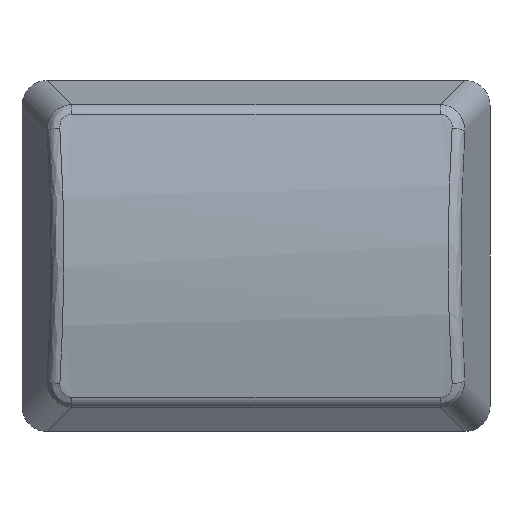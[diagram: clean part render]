
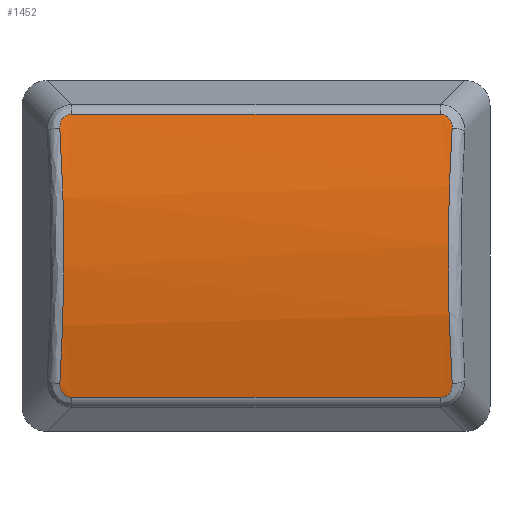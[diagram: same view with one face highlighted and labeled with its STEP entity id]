
A CAD part, top view. The second image highlights one B-rep face of the part: STEP entity #1452.
In plain terms, the highlighted free-form (B-spline) face has degree [3, 1] with [4, 2] control points.
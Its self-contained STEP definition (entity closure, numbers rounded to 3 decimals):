
#1293=CARTESIAN_POINT('',(-29.473,-148.655,1.723));
#1294=CARTESIAN_POINT('',(-11.027,-148.655,1.723));
#1295=CARTESIAN_POINT('',(-29.473,-144.218,2.759));
#1296=CARTESIAN_POINT('',(-11.027,-144.218,2.759));
#1297=CARTESIAN_POINT('',(-29.473,-139.782,2.759));
#1298=CARTESIAN_POINT('',(-11.027,-139.782,2.759));
#1299=CARTESIAN_POINT('',(-29.473,-135.345,1.723));
#1300=CARTESIAN_POINT('',(-11.027,-135.345,1.723));
#1301=B_SPLINE_SURFACE_WITH_KNOTS('',3,1,((#1293,#1294),(#1295,#1296),(#1297,#1298),(#1299,#1300)),.UNSPECIFIED.,.F.,.F.,.U.,(4,4),(2,2),(0.059,0.941),(0.244,0.756),.UNSPECIFIED.);
#1302=CARTESIAN_POINT('',(-28.915,-135.345,1.723));
#1303=VERTEX_POINT('',#1302);
#1304=CARTESIAN_POINT('',(-29.47,-135.999,1.868));
#1305=VERTEX_POINT('',#1304);
#1306=CARTESIAN_POINT('',(-28.915,-135.345,1.723));
#1307=CARTESIAN_POINT('',(-28.996,-135.345,1.723));
#1308=CARTESIAN_POINT('',(-29.077,-135.362,1.727));
#1309=CARTESIAN_POINT('',(-29.15,-135.397,1.735));
#1310=CARTESIAN_POINT('',(-29.187,-135.414,1.739));
#1311=CARTESIAN_POINT('',(-29.222,-135.436,1.744));
#1312=CARTESIAN_POINT('',(-29.253,-135.461,1.75));
#1313=CARTESIAN_POINT('',(-29.284,-135.486,1.756));
#1314=CARTESIAN_POINT('',(-29.313,-135.514,1.762));
#1315=CARTESIAN_POINT('',(-29.338,-135.546,1.769));
#1316=CARTESIAN_POINT('',(-29.439,-135.673,1.798));
#1317=CARTESIAN_POINT('',(-29.481,-135.837,1.834));
#1318=CARTESIAN_POINT('',(-29.47,-135.999,1.868));
#1319=B_SPLINE_CURVE_WITH_KNOTS('',3,(#1306,#1307,#1308,#1309,#1310,#1311,#1312,#1313,#1314,#1315,#1316,#1317,#1318),.UNSPECIFIED.,.F.,.F.,(4,3,3,3,4),(-0.,0.,0.,0.,0.001),.UNSPECIFIED.);
#1320=EDGE_CURVE('',#1303,#1305,#1319,.T.);
#1321=ORIENTED_EDGE('',*,*,#1320,.T.);
#1322=CARTESIAN_POINT('',(-29.47,-148.001,1.868));
#1323=VERTEX_POINT('',#1322);
#1324=CARTESIAN_POINT('',(-29.47,-135.999,1.868));
#1325=CARTESIAN_POINT('',(-29.41,-136.985,2.076));
#1326=CARTESIAN_POINT('',(-29.363,-137.978,2.234));
#1327=CARTESIAN_POINT('',(-29.332,-138.98,2.34));
#1328=CARTESIAN_POINT('',(-29.316,-139.481,2.393));
#1329=CARTESIAN_POINT('',(-29.305,-139.985,2.433));
#1330=CARTESIAN_POINT('',(-29.297,-140.489,2.46));
#1331=CARTESIAN_POINT('',(-29.289,-140.992,2.487));
#1332=CARTESIAN_POINT('',(-29.285,-141.496,2.5));
#1333=CARTESIAN_POINT('',(-29.285,-142.,2.5));
#1334=CARTESIAN_POINT('',(-29.285,-142.504,2.5));
#1335=CARTESIAN_POINT('',(-29.289,-143.008,2.487));
#1336=CARTESIAN_POINT('',(-29.297,-143.512,2.46));
#1337=CARTESIAN_POINT('',(-29.305,-144.015,2.433));
#1338=CARTESIAN_POINT('',(-29.316,-144.519,2.393));
#1339=CARTESIAN_POINT('',(-29.332,-145.02,2.34));
#1340=CARTESIAN_POINT('',(-29.363,-146.022,2.234));
#1341=CARTESIAN_POINT('',(-29.41,-147.015,2.076));
#1342=CARTESIAN_POINT('',(-29.47,-148.001,1.868));
#1343=B_SPLINE_CURVE_WITH_KNOTS('',3,(#1324,#1325,#1326,#1327,#1328,#1329,#1330,#1331,#1332,#1333,#1334,#1335,#1336,#1337,#1338,#1339,#1340,#1341,#1342),.UNSPECIFIED.,.F.,.F.,(4,3,3,3,3,3,4),(0.,0.003,0.004,0.006,0.007,0.009,0.012),.UNSPECIFIED.);
#1344=EDGE_CURVE('',#1305,#1323,#1343,.T.);
#1345=ORIENTED_EDGE('',*,*,#1344,.T.);
#1346=CARTESIAN_POINT('',(-28.915,-148.655,1.723));
#1347=VERTEX_POINT('',#1346);
#1348=CARTESIAN_POINT('',(-29.47,-148.001,1.868));
#1349=CARTESIAN_POINT('',(-29.475,-148.082,1.851));
#1350=CARTESIAN_POINT('',(-29.468,-148.162,1.834));
#1351=CARTESIAN_POINT('',(-29.446,-148.24,1.817));
#1352=CARTESIAN_POINT('',(-29.435,-148.28,1.808));
#1353=CARTESIAN_POINT('',(-29.421,-148.317,1.8));
#1354=CARTESIAN_POINT('',(-29.402,-148.353,1.792));
#1355=CARTESIAN_POINT('',(-29.384,-148.389,1.784));
#1356=CARTESIAN_POINT('',(-29.362,-148.424,1.776));
#1357=CARTESIAN_POINT('',(-29.337,-148.455,1.769));
#1358=CARTESIAN_POINT('',(-29.287,-148.518,1.755));
#1359=CARTESIAN_POINT('',(-29.222,-148.569,1.743));
#1360=CARTESIAN_POINT('',(-29.149,-148.604,1.735));
#1361=CARTESIAN_POINT('',(-29.113,-148.621,1.731));
#1362=CARTESIAN_POINT('',(-29.074,-148.634,1.728));
#1363=CARTESIAN_POINT('',(-29.035,-148.643,1.726));
#1364=CARTESIAN_POINT('',(-28.995,-148.651,1.724));
#1365=CARTESIAN_POINT('',(-28.955,-148.655,1.723));
#1366=CARTESIAN_POINT('',(-28.915,-148.655,1.723));
#1367=B_SPLINE_CURVE_WITH_KNOTS('',3,(#1348,#1349,#1350,#1351,#1352,#1353,#1354,#1355,#1356,#1357,#1358,#1359,#1360,#1361,#1362,#1363,#1364,#1365,#1366),.UNSPECIFIED.,.F.,.F.,(4,3,3,3,3,3,4),(0.,0.,0.,0.,0.001,0.001,0.001),.UNSPECIFIED.);
#1368=EDGE_CURVE('',#1323,#1347,#1367,.T.);
#1369=ORIENTED_EDGE('',*,*,#1368,.T.);
#1370=CARTESIAN_POINT('',(-11.585,-148.655,1.723));
#1371=VERTEX_POINT('',#1370);
#1372=CARTESIAN_POINT('',(-28.915,-148.655,1.723));
#1373=DIRECTION('',(1.,0.,-0.));
#1374=VECTOR('',#1373,17.329);
#1375=LINE('',#1372,#1374);
#1376=EDGE_CURVE('',#1347,#1371,#1375,.T.);
#1377=ORIENTED_EDGE('',*,*,#1376,.T.);
#1378=CARTESIAN_POINT('',(-11.03,-148.001,1.868));
#1379=VERTEX_POINT('',#1378);
#1380=CARTESIAN_POINT('',(-11.585,-148.655,1.723));
#1381=CARTESIAN_POINT('',(-11.504,-148.655,1.723));
#1382=CARTESIAN_POINT('',(-11.423,-148.638,1.727));
#1383=CARTESIAN_POINT('',(-11.35,-148.603,1.735));
#1384=CARTESIAN_POINT('',(-11.313,-148.586,1.739));
#1385=CARTESIAN_POINT('',(-11.278,-148.564,1.744));
#1386=CARTESIAN_POINT('',(-11.247,-148.539,1.75));
#1387=CARTESIAN_POINT('',(-11.216,-148.514,1.756));
#1388=CARTESIAN_POINT('',(-11.187,-148.486,1.762));
#1389=CARTESIAN_POINT('',(-11.162,-148.454,1.769));
#1390=CARTESIAN_POINT('',(-11.061,-148.327,1.798));
#1391=CARTESIAN_POINT('',(-11.019,-148.163,1.834));
#1392=CARTESIAN_POINT('',(-11.03,-148.001,1.868));
#1393=B_SPLINE_CURVE_WITH_KNOTS('',3,(#1380,#1381,#1382,#1383,#1384,#1385,#1386,#1387,#1388,#1389,#1390,#1391,#1392),.UNSPECIFIED.,.F.,.F.,(4,3,3,3,4),(-0.,0.,0.,0.,0.001),.UNSPECIFIED.);
#1394=EDGE_CURVE('',#1371,#1379,#1393,.T.);
#1395=ORIENTED_EDGE('',*,*,#1394,.T.);
#1396=CARTESIAN_POINT('',(-11.03,-135.999,1.868));
#1397=VERTEX_POINT('',#1396);
#1398=CARTESIAN_POINT('',(-11.03,-148.001,1.868));
#1399=CARTESIAN_POINT('',(-11.09,-147.015,2.076));
#1400=CARTESIAN_POINT('',(-11.137,-146.022,2.234));
#1401=CARTESIAN_POINT('',(-11.168,-145.02,2.34));
#1402=CARTESIAN_POINT('',(-11.184,-144.519,2.393));
#1403=CARTESIAN_POINT('',(-11.195,-144.015,2.433));
#1404=CARTESIAN_POINT('',(-11.203,-143.511,2.46));
#1405=CARTESIAN_POINT('',(-11.211,-143.008,2.487));
#1406=CARTESIAN_POINT('',(-11.215,-142.504,2.5));
#1407=CARTESIAN_POINT('',(-11.215,-142.,2.5));
#1408=CARTESIAN_POINT('',(-11.215,-141.496,2.5));
#1409=CARTESIAN_POINT('',(-11.211,-140.992,2.487));
#1410=CARTESIAN_POINT('',(-11.203,-140.488,2.46));
#1411=CARTESIAN_POINT('',(-11.195,-139.985,2.433));
#1412=CARTESIAN_POINT('',(-11.184,-139.481,2.393));
#1413=CARTESIAN_POINT('',(-11.168,-138.98,2.34));
#1414=CARTESIAN_POINT('',(-11.137,-137.978,2.234));
#1415=CARTESIAN_POINT('',(-11.09,-136.985,2.076));
#1416=CARTESIAN_POINT('',(-11.03,-135.999,1.868));
#1417=B_SPLINE_CURVE_WITH_KNOTS('',3,(#1398,#1399,#1400,#1401,#1402,#1403,#1404,#1405,#1406,#1407,#1408,#1409,#1410,#1411,#1412,#1413,#1414,#1415,#1416),.UNSPECIFIED.,.F.,.F.,(4,3,3,3,3,3,4),(-0.,0.003,0.004,0.006,0.007,0.009,0.012),.UNSPECIFIED.);
#1418=EDGE_CURVE('',#1379,#1397,#1417,.T.);
#1419=ORIENTED_EDGE('',*,*,#1418,.T.);
#1420=CARTESIAN_POINT('',(-11.585,-135.345,1.723));
#1421=VERTEX_POINT('',#1420);
#1422=CARTESIAN_POINT('',(-11.03,-135.999,1.868));
#1423=CARTESIAN_POINT('',(-11.025,-135.918,1.851));
#1424=CARTESIAN_POINT('',(-11.032,-135.838,1.834));
#1425=CARTESIAN_POINT('',(-11.054,-135.76,1.817));
#1426=CARTESIAN_POINT('',(-11.065,-135.72,1.808));
#1427=CARTESIAN_POINT('',(-11.079,-135.683,1.8));
#1428=CARTESIAN_POINT('',(-11.098,-135.647,1.792));
#1429=CARTESIAN_POINT('',(-11.116,-135.611,1.784));
#1430=CARTESIAN_POINT('',(-11.138,-135.576,1.776));
#1431=CARTESIAN_POINT('',(-11.163,-135.545,1.769));
#1432=CARTESIAN_POINT('',(-11.213,-135.482,1.755));
#1433=CARTESIAN_POINT('',(-11.278,-135.431,1.743));
#1434=CARTESIAN_POINT('',(-11.351,-135.396,1.735));
#1435=CARTESIAN_POINT('',(-11.387,-135.379,1.731));
#1436=CARTESIAN_POINT('',(-11.426,-135.366,1.728));
#1437=CARTESIAN_POINT('',(-11.465,-135.357,1.726));
#1438=CARTESIAN_POINT('',(-11.505,-135.349,1.724));
#1439=CARTESIAN_POINT('',(-11.545,-135.345,1.723));
#1440=CARTESIAN_POINT('',(-11.585,-135.345,1.723));
#1441=B_SPLINE_CURVE_WITH_KNOTS('',3,(#1422,#1423,#1424,#1425,#1426,#1427,#1428,#1429,#1430,#1431,#1432,#1433,#1434,#1435,#1436,#1437,#1438,#1439,#1440),.UNSPECIFIED.,.F.,.F.,(4,3,3,3,3,3,4),(0.,0.,0.,0.,0.001,0.001,0.001),.UNSPECIFIED.);
#1442=EDGE_CURVE('',#1397,#1421,#1441,.T.);
#1443=ORIENTED_EDGE('',*,*,#1442,.T.);
#1444=CARTESIAN_POINT('',(-11.585,-135.345,1.723));
#1445=DIRECTION('',(-1.,-0.,0.));
#1446=VECTOR('',#1445,17.329);
#1447=LINE('',#1444,#1446);
#1448=EDGE_CURVE('',#1421,#1303,#1447,.T.);
#1449=ORIENTED_EDGE('',*,*,#1448,.T.);
#1450=EDGE_LOOP('',(#1321,#1345,#1369,#1377,#1395,#1419,#1443,#1449));
#1451=FACE_BOUND('',#1450,.T.);
#1452=ADVANCED_FACE('',(#1451),#1301,.F.);
